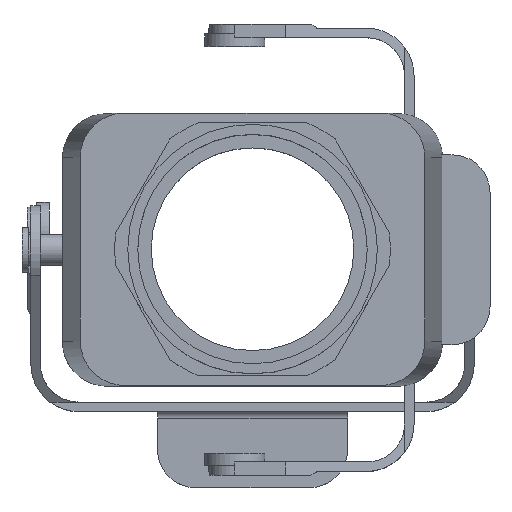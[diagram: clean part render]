
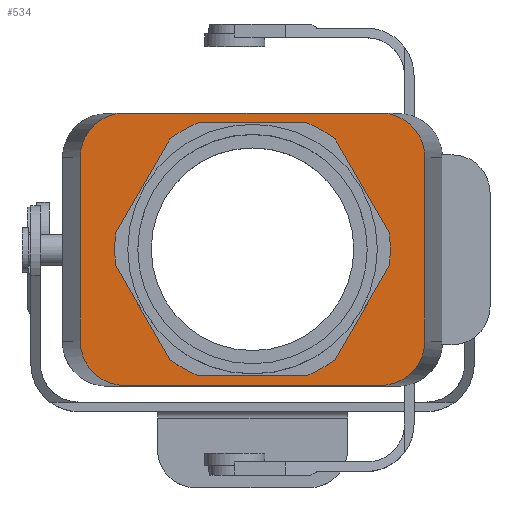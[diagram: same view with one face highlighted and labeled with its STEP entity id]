
A CAD part, top view. The second image highlights one B-rep face of the part: STEP entity #534.
In plain terms, the highlighted planar face has unit normal (0, 0, 1).
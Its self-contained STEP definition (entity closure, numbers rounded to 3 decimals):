
#534 = ADVANCED_FACE( '', ( #1160, #1161 ), #1162, .T. );
#1160 = FACE_OUTER_BOUND( '', #1887, .T. );
#1161 = FACE_BOUND( '', #1888, .T. );
#1162 = PLANE( '', #1889 );
#1887 = EDGE_LOOP( '', ( #3422, #3423, #3424, #3425, #3426, #3427, #3428, #3429 ) );
#1888 = EDGE_LOOP( '', ( #3430, #3431, #3432, #3433, #3434, #3435, #3436, #3437, #3438, #3439, #3440, #3441 ) );
#1889 = AXIS2_PLACEMENT_3D( '', #3442, #3443, #3444 );
#3422 = ORIENTED_EDGE( '', *, *, #4799, .T. );
#3423 = ORIENTED_EDGE( '', *, *, #4800, .F. );
#3424 = ORIENTED_EDGE( '', *, *, #4709, .F. );
#3425 = ORIENTED_EDGE( '', *, *, #4801, .T. );
#3426 = ORIENTED_EDGE( '', *, *, #4802, .F. );
#3427 = ORIENTED_EDGE( '', *, *, #4577, .F. );
#3428 = ORIENTED_EDGE( '', *, *, #4328, .T. );
#3429 = ORIENTED_EDGE( '', *, *, #4595, .T. );
#3430 = ORIENTED_EDGE( '', *, *, #4476, .T. );
#3431 = ORIENTED_EDGE( '', *, *, #4350, .F. );
#3432 = ORIENTED_EDGE( '', *, *, #4803, .T. );
#3433 = ORIENTED_EDGE( '', *, *, #4743, .F. );
#3434 = ORIENTED_EDGE( '', *, *, #4804, .T. );
#3435 = ORIENTED_EDGE( '', *, *, #4613, .F. );
#3436 = ORIENTED_EDGE( '', *, *, #4754, .T. );
#3437 = ORIENTED_EDGE( '', *, *, #4604, .F. );
#3438 = ORIENTED_EDGE( '', *, *, #4306, .T. );
#3439 = ORIENTED_EDGE( '', *, *, #4608, .F. );
#3440 = ORIENTED_EDGE( '', *, *, #4723, .T. );
#3441 = ORIENTED_EDGE( '', *, *, #4805, .F. );
#3442 = CARTESIAN_POINT( '', ( -27.2, 0., 72. ) );
#3443 = DIRECTION( '', ( 0., 0., 1. ) );
#3444 = DIRECTION( '', ( 1., 0., 0. ) );
#4306 = EDGE_CURVE( '', #5138, #5135, #5139, .T. );
#4328 = EDGE_CURVE( '', #5174, #5172, #5175, .T. );
#4350 = EDGE_CURVE( '', #5212, #5207, #5214, .T. );
#4476 = EDGE_CURVE( '', #5417, #5207, #5418, .T. );
#4577 = EDGE_CURVE( '', #5174, #5570, #5578, .T. );
#4595 = EDGE_CURVE( '', #5172, #5605, #5607, .T. );
#4604 = EDGE_CURVE( '', #5138, #5616, #5620, .T. );
#4608 = EDGE_CURVE( '', #5624, #5135, #5626, .T. );
#4613 = EDGE_CURVE( '', #5633, #5628, #5635, .T. );
#4709 = EDGE_CURVE( '', #5769, #5767, #5771, .T. );
#4723 = EDGE_CURVE( '', #5624, #5788, #5791, .T. );
#4743 = EDGE_CURVE( '', #5819, #5814, #5821, .T. );
#4754 = EDGE_CURVE( '', #5633, #5616, #5832, .T. );
#4799 = EDGE_CURVE( '', #5605, #5886, #5887, .T. );
#4800 = EDGE_CURVE( '', #5767, #5886, #5888, .T. );
#4801 = EDGE_CURVE( '', #5769, #5889, #5890, .T. );
#4802 = EDGE_CURVE( '', #5570, #5889, #5891, .T. );
#4803 = EDGE_CURVE( '', #5212, #5814, #5892, .T. );
#4804 = EDGE_CURVE( '', #5819, #5628, #5893, .T. );
#4805 = EDGE_CURVE( '', #5417, #5788, #5894, .T. );
#5135 = VERTEX_POINT( '', #6349 );
#5138 = VERTEX_POINT( '', #6353 );
#5139 = CIRCLE( '', #6354, 21.75 );
#5172 = VERTEX_POINT( '', #6395 );
#5174 = VERTEX_POINT( '', #6398 );
#5175 = LINE( '', #6399, #6400 );
#5207 = VERTEX_POINT( '', #6448 );
#5212 = VERTEX_POINT( '', #6455 );
#5214 = LINE( '', #6458, #6459 );
#5417 = VERTEX_POINT( '', #6734 );
#5418 = CIRCLE( '', #6735, 21.75 );
#5570 = VERTEX_POINT( '', #6994 );
#5578 = ELLIPSE( '', #7007, 7.01, 7. );
#5605 = VERTEX_POINT( '', #7046 );
#5607 = ELLIPSE( '', #7049, 7.01, 7. );
#5616 = VERTEX_POINT( '', #7062 );
#5620 = LINE( '', #7068, #7069 );
#5624 = VERTEX_POINT( '', #7074 );
#5626 = LINE( '', #7077, #7078 );
#5628 = VERTEX_POINT( '', #7080 );
#5633 = VERTEX_POINT( '', #7087 );
#5635 = LINE( '', #7090, #7091 );
#5767 = VERTEX_POINT( '', #7322 );
#5769 = VERTEX_POINT( '', #7325 );
#5771 = LINE( '', #7328, #7329 );
#5788 = VERTEX_POINT( '', #7349 );
#5791 = CIRCLE( '', #7353, 21.75 );
#5814 = VERTEX_POINT( '', #7387 );
#5819 = VERTEX_POINT( '', #7394 );
#5821 = LINE( '', #7397, #7398 );
#5832 = CIRCLE( '', #7414, 21.75 );
#5886 = VERTEX_POINT( '', #7505 );
#5887 = LINE( '', #7506, #7507 );
#5888 = ELLIPSE( '', #7508, 7.01, 7. );
#5889 = VERTEX_POINT( '', #7509 );
#5890 = ELLIPSE( '', #7510, 7.01, 7. );
#5891 = LINE( '', #7511, #7512 );
#5892 = CIRCLE( '', #7513, 21.75 );
#5893 = CIRCLE( '', #7514, 21.75 );
#5894 = LINE( '', #7515, #7516 );
#6349 = CARTESIAN_POINT( '', ( -8.548, 20., 72. ) );
#6353 = CARTESIAN_POINT( '', ( -13.047, 17.402, 72. ) );
#6354 = AXIS2_PLACEMENT_3D( '', #7884, #7885, #7886 );
#6395 = CARTESIAN_POINT( '', ( -27.2, -14.5, 72. ) );
#6398 = CARTESIAN_POINT( '', ( -27.2, 14.5, 72. ) );
#6399 = CARTESIAN_POINT( '', ( -27.2, 0., 72. ) );
#6400 = VECTOR( '', #7917, 1000. );
#6448 = CARTESIAN_POINT( '', ( 21.594, -2.598, 72. ) );
#6455 = CARTESIAN_POINT( '', ( 13.047, -17.402, 72. ) );
#6458 = CARTESIAN_POINT( '', ( 9.821, -22.99, 72. ) );
#6459 = VECTOR( '', #7937, 1000. );
#6734 = CARTESIAN_POINT( '', ( 21.594, 2.598, 72. ) );
#6735 = AXIS2_PLACEMENT_3D( '', #8095, #8096, #8097 );
#6994 = CARTESIAN_POINT( '', ( -20.19, 21.5, 72. ) );
#7007 = AXIS2_PLACEMENT_3D( '', #8200, #8201, #8202 );
#7046 = CARTESIAN_POINT( '', ( -20.19, -21.5, 72. ) );
#7049 = AXIS2_PLACEMENT_3D( '', #8214, #8215, #8216 );
#7062 = CARTESIAN_POINT( '', ( -21.594, 2.598, 72. ) );
#7068 = CARTESIAN_POINT( '', ( -9.821, 22.99, 72. ) );
#7069 = VECTOR( '', #8226, 1000. );
#7074 = CARTESIAN_POINT( '', ( 8.548, 20., 72. ) );
#7077 = CARTESIAN_POINT( '', ( 15., 20., 72. ) );
#7078 = VECTOR( '', #8229, 1000. );
#7080 = CARTESIAN_POINT( '', ( -13.047, -17.402, 72. ) );
#7087 = CARTESIAN_POINT( '', ( -21.594, -2.598, 72. ) );
#7090 = CARTESIAN_POINT( '', ( -24.821, 2.99, 72. ) );
#7091 = VECTOR( '', #8233, 1000. );
#7322 = CARTESIAN_POINT( '', ( 27.2, -14.5, 72. ) );
#7325 = CARTESIAN_POINT( '', ( 27.2, 14.5, 72. ) );
#7328 = CARTESIAN_POINT( '', ( 27.2, 0., 72. ) );
#7329 = VECTOR( '', #8309, 1000. );
#7349 = CARTESIAN_POINT( '', ( 13.047, 17.402, 72. ) );
#7353 = AXIS2_PLACEMENT_3D( '', #8326, #8327, #8328 );
#7387 = CARTESIAN_POINT( '', ( 8.548, -20., 72. ) );
#7394 = CARTESIAN_POINT( '', ( -8.548, -20., 72. ) );
#7397 = CARTESIAN_POINT( '', ( -15., -20., 72. ) );
#7398 = VECTOR( '', #8341, 1000. );
#7414 = AXIS2_PLACEMENT_3D( '', #8350, #8351, #8352 );
#7505 = CARTESIAN_POINT( '', ( 20.19, -21.5, 72. ) );
#7506 = CARTESIAN_POINT( '', ( -27.2, -21.5, 72. ) );
#7507 = VECTOR( '', #8389, 1000. );
#7508 = AXIS2_PLACEMENT_3D( '', #8390, #8391, #8392 );
#7509 = CARTESIAN_POINT( '', ( 20.19, 21.5, 72. ) );
#7510 = AXIS2_PLACEMENT_3D( '', #8393, #8394, #8395 );
#7511 = CARTESIAN_POINT( '', ( -27.2, 21.5, 72. ) );
#7512 = VECTOR( '', #8396, 1000. );
#7513 = AXIS2_PLACEMENT_3D( '', #8397, #8398, #8399 );
#7514 = AXIS2_PLACEMENT_3D( '', #8400, #8401, #8402 );
#7515 = CARTESIAN_POINT( '', ( 24.821, -2.99, 72. ) );
#7516 = VECTOR( '', #8403, 1000. );
#7884 = CARTESIAN_POINT( '', ( 0., 0., 72. ) );
#7885 = DIRECTION( '', ( 0., 0., -1. ) );
#7886 = DIRECTION( '', ( 0., 1., 0. ) );
#7917 = DIRECTION( '', ( 0., -1., 0. ) );
#7937 = DIRECTION( '', ( 0.5, 0.866, 0. ) );
#8095 = CARTESIAN_POINT( '', ( 0., 0., 72. ) );
#8096 = DIRECTION( '', ( 0., 0., -1. ) );
#8097 = DIRECTION( '', ( 0., 1., 0. ) );
#8200 = CARTESIAN_POINT( '', ( -20.19, 14.5, 72. ) );
#8201 = DIRECTION( '', ( 0., 0., -1. ) );
#8202 = DIRECTION( '', ( -1., 0., 0. ) );
#8214 = CARTESIAN_POINT( '', ( -20.19, -14.5, 72. ) );
#8215 = DIRECTION( '', ( 0., 0., 1. ) );
#8216 = DIRECTION( '', ( -1., 0., 0. ) );
#8226 = DIRECTION( '', ( -0.5, -0.866, 0. ) );
#8229 = DIRECTION( '', ( -1., 0., 0. ) );
#8233 = DIRECTION( '', ( 0.5, -0.866, 0. ) );
#8309 = DIRECTION( '', ( 0., -1., 0. ) );
#8326 = CARTESIAN_POINT( '', ( 0., 0., 72. ) );
#8327 = DIRECTION( '', ( 0., 0., -1. ) );
#8328 = DIRECTION( '', ( 0., 1., 0. ) );
#8341 = DIRECTION( '', ( 1., 0., 0. ) );
#8350 = CARTESIAN_POINT( '', ( 0., 0., 72. ) );
#8351 = DIRECTION( '', ( 0., 0., -1. ) );
#8352 = DIRECTION( '', ( 0., 1., 0. ) );
#8389 = DIRECTION( '', ( 1., 0., 0. ) );
#8390 = CARTESIAN_POINT( '', ( 20.19, -14.5, 72. ) );
#8391 = DIRECTION( '', ( 0., 0., -1. ) );
#8392 = DIRECTION( '', ( 1., 0., 0. ) );
#8393 = CARTESIAN_POINT( '', ( 20.19, 14.5, 72. ) );
#8394 = DIRECTION( '', ( 0., 0., 1. ) );
#8395 = DIRECTION( '', ( 1., 0., 0. ) );
#8396 = DIRECTION( '', ( 1., 0., 0. ) );
#8397 = CARTESIAN_POINT( '', ( 0., 0., 72. ) );
#8398 = DIRECTION( '', ( 0., 0., -1. ) );
#8399 = DIRECTION( '', ( 0., 1., 0. ) );
#8400 = CARTESIAN_POINT( '', ( 0., 0., 72. ) );
#8401 = DIRECTION( '', ( 0., 0., -1. ) );
#8402 = DIRECTION( '', ( 0., 1., 0. ) );
#8403 = DIRECTION( '', ( -0.5, 0.866, 0. ) );
